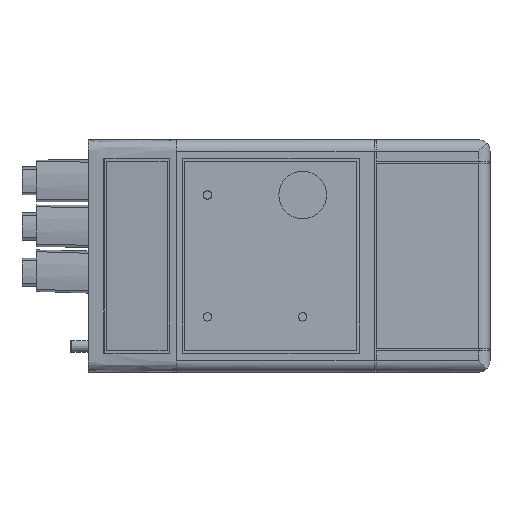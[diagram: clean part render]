
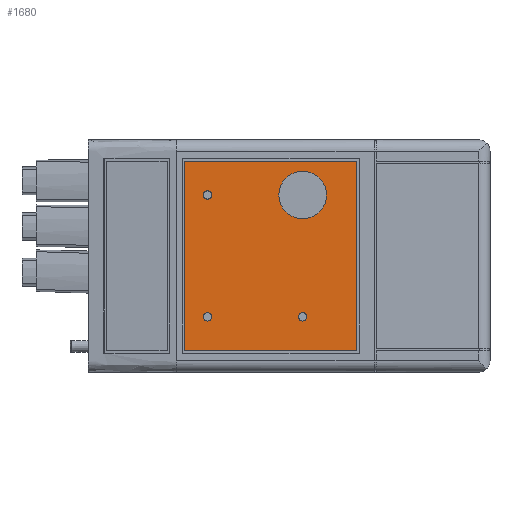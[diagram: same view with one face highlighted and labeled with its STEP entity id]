
A CAD part, top view. The second image highlights one B-rep face of the part: STEP entity #1680.
In plain terms, the highlighted planar face has unit normal (0, 0, 1).
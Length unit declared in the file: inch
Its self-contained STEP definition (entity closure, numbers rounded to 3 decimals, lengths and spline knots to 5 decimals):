
#172 = DIRECTION ( 'NONE',  ( 0., 0., -1. ) ) ;
#200 = CARTESIAN_POINT ( 'NONE',  ( 0.32, -0.62992, 0.43307 ) ) ;
#254 = EDGE_LOOP ( 'NONE', ( #1777 ) ) ;
#439 = CARTESIAN_POINT ( 'NONE',  ( 0.08661, 0.98031, 0.43307 ) ) ;
#780 = VERTEX_POINT ( 'NONE', #3896 ) ;
#786 = LINE ( 'NONE', #1238, #2173 ) ;
#816 = CARTESIAN_POINT ( 'NONE',  ( 1.30425, 0.62992, 0.43307 ) ) ;
#848 = VERTEX_POINT ( 'NONE', #4902 ) ;
#1006 = CARTESIAN_POINT ( 'NONE',  ( 0.08661, -0.98031, 0.43307 ) ) ;
#1034 = DIRECTION ( 'NONE',  ( 1., 0., 0. ) ) ;
#1065 = LINE ( 'NONE', #2638, #5962 ) ;
#1120 = VERTEX_POINT ( 'NONE', #4102 ) ;
#1185 = EDGE_CURVE ( 'NONE', #2801, #2801, #3056, .T. ) ;
#1195 = AXIS2_PLACEMENT_3D ( 'NONE', #4276, #1673, #4861 ) ;
#1238 = CARTESIAN_POINT ( 'NONE',  ( 1.86614, 0.98031, 0.43307 ) ) ;
#1297 = VERTEX_POINT ( 'NONE', #4965 ) ;
#1358 = FACE_BOUND ( 'NONE', #6363, .T. ) ;
#1573 = AXIS2_PLACEMENT_3D ( 'NONE', #816, #3866, #1749 ) ;
#1621 = ORIENTED_EDGE ( 'NONE', *, *, #1185, .F. ) ;
#1673 = DIRECTION ( 'NONE',  ( 0., 0., 1. ) ) ;
#1680 = ADVANCED_FACE ( 'NONE', ( #4925, #1871, #4472, #5923, #1358 ), #2314, .F. ) ;
#1681 = ORIENTED_EDGE ( 'NONE', *, *, #5184, .T. ) ;
#1734 = DIRECTION ( 'NONE',  ( -1., 0., 0. ) ) ;
#1749 = DIRECTION ( 'NONE',  ( 1., 0., 0. ) ) ;
#1757 = VECTOR ( 'NONE', #5111, 39.37008 ) ;
#1777 = ORIENTED_EDGE ( 'NONE', *, *, #4854, .F. ) ;
#1871 = FACE_BOUND ( 'NONE', #5307, .T. ) ;
#1894 = DIRECTION ( 'NONE',  ( 0., 0., 1. ) ) ;
#2032 = CARTESIAN_POINT ( 'NONE',  ( 0.08661, 0.98031, 0.43307 ) ) ;
#2173 = VECTOR ( 'NONE', #2875, 39.37008 ) ;
#2308 = DIRECTION ( 'NONE',  ( 1., 0., 0. ) ) ;
#2314 = PLANE ( 'NONE',  #5942 ) ;
#2555 = CIRCLE ( 'NONE', #1573, 0.24606 ) ;
#2638 = CARTESIAN_POINT ( 'NONE',  ( 1.86614, -0.98031, 0.43307 ) ) ;
#2678 = EDGE_CURVE ( 'NONE', #6170, #1297, #5789, .T. ) ;
#2801 = VERTEX_POINT ( 'NONE', #4938 ) ;
#2812 = AXIS2_PLACEMENT_3D ( 'NONE', #3641, #5743, #1034 ) ;
#2875 = DIRECTION ( 'NONE',  ( -1., 0., 0. ) ) ;
#3056 = CIRCLE ( 'NONE', #1195, 0.04331 ) ;
#3121 = EDGE_LOOP ( 'NONE', ( #1681, #5757, #4836, #4592 ) ) ;
#3369 = EDGE_CURVE ( 'NONE', #3834, #3834, #4788, .T. ) ;
#3641 = CARTESIAN_POINT ( 'NONE',  ( 0.32, 0.62992, 0.43307 ) ) ;
#3701 = VECTOR ( 'NONE', #4611, 39.37008 ) ;
#3834 = VERTEX_POINT ( 'NONE', #5422 ) ;
#3866 = DIRECTION ( 'NONE',  ( 0., 0., 1. ) ) ;
#3896 = CARTESIAN_POINT ( 'NONE',  ( 1.55031, 0.62992, 0.43307 ) ) ;
#3950 = EDGE_CURVE ( 'NONE', #780, #780, #2555, .T. ) ;
#3970 = ORIENTED_EDGE ( 'NONE', *, *, #3369, .F. ) ;
#4102 = CARTESIAN_POINT ( 'NONE',  ( 1.86614, 0.98031, 0.43307 ) ) ;
#4276 = CARTESIAN_POINT ( 'NONE',  ( 1.30425, -0.62992, 0.43307 ) ) ;
#4280 = CARTESIAN_POINT ( 'NONE',  ( 1.86614, -0.98031, 0.43307 ) ) ;
#4472 = FACE_BOUND ( 'NONE', #4940, .T. ) ;
#4578 = CIRCLE ( 'NONE', #6228, 0.04331 ) ;
#4589 = EDGE_CURVE ( 'NONE', #1297, #5488, #6159, .T. ) ;
#4592 = ORIENTED_EDGE ( 'NONE', *, *, #6258, .T. ) ;
#4611 = DIRECTION ( 'NONE',  ( 1., 0., 0. ) ) ;
#4788 = CIRCLE ( 'NONE', #2812, 0.04331 ) ;
#4836 = ORIENTED_EDGE ( 'NONE', *, *, #4589, .T. ) ;
#4854 = EDGE_CURVE ( 'NONE', #848, #848, #4578, .T. ) ;
#4861 = DIRECTION ( 'NONE',  ( 1., 0., 0. ) ) ;
#4902 = CARTESIAN_POINT ( 'NONE',  ( 0.36331, -0.62992, 0.43307 ) ) ;
#4925 = FACE_OUTER_BOUND ( 'NONE', #3121, .T. ) ;
#4938 = CARTESIAN_POINT ( 'NONE',  ( 1.34756, -0.62992, 0.43307 ) ) ;
#4940 = EDGE_LOOP ( 'NONE', ( #3970 ) ) ;
#4965 = CARTESIAN_POINT ( 'NONE',  ( 0.08661, -0.98031, 0.43307 ) ) ;
#5111 = DIRECTION ( 'NONE',  ( 0., -1., 0. ) ) ;
#5184 = EDGE_CURVE ( 'NONE', #1120, #6170, #786, .T. ) ;
#5307 = EDGE_LOOP ( 'NONE', ( #5447 ) ) ;
#5422 = CARTESIAN_POINT ( 'NONE',  ( 0.36331, 0.62992, 0.43307 ) ) ;
#5447 = ORIENTED_EDGE ( 'NONE', *, *, #3950, .F. ) ;
#5488 = VERTEX_POINT ( 'NONE', #4280 ) ;
#5743 = DIRECTION ( 'NONE',  ( 0., 0., 1. ) ) ;
#5757 = ORIENTED_EDGE ( 'NONE', *, *, #2678, .T. ) ;
#5789 = LINE ( 'NONE', #439, #1757 ) ;
#5908 = DIRECTION ( 'NONE',  ( 0., 1., 0. ) ) ;
#5923 = FACE_BOUND ( 'NONE', #254, .T. ) ;
#5942 = AXIS2_PLACEMENT_3D ( 'NONE', #6055, #172, #1734 ) ;
#5962 = VECTOR ( 'NONE', #5908, 39.37008 ) ;
#6055 = CARTESIAN_POINT ( 'NONE',  ( 3.24134, 1.08268, 0.43307 ) ) ;
#6159 = LINE ( 'NONE', #1006, #3701 ) ;
#6170 = VERTEX_POINT ( 'NONE', #2032 ) ;
#6228 = AXIS2_PLACEMENT_3D ( 'NONE', #200, #1894, #2308 ) ;
#6258 = EDGE_CURVE ( 'NONE', #5488, #1120, #1065, .T. ) ;
#6363 = EDGE_LOOP ( 'NONE', ( #1621 ) ) ;
